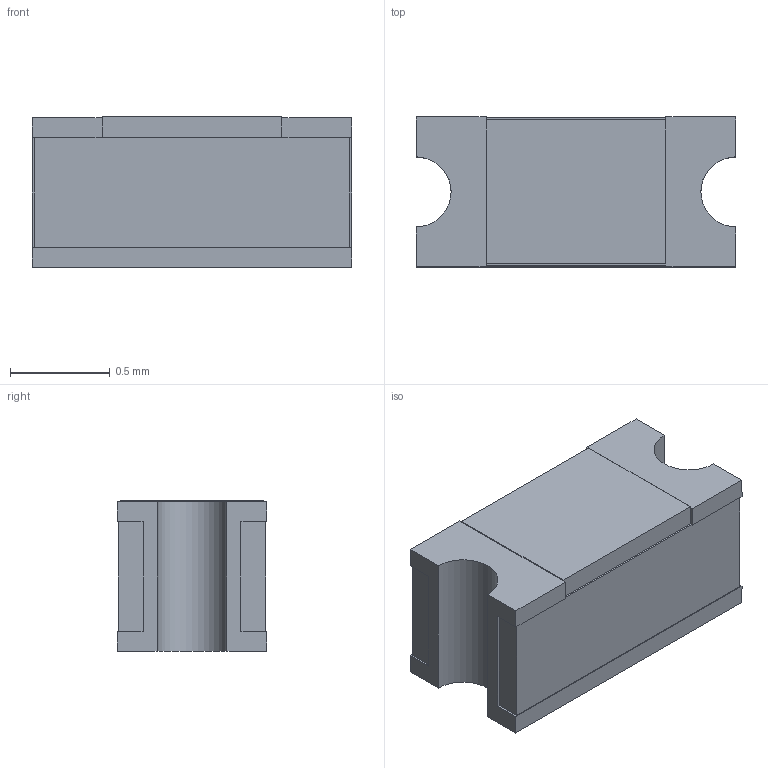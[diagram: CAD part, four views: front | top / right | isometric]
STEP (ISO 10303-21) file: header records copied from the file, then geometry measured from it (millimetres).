
FILE_DESCRIPTION (( 'STEP AP214' ), '1' );
FILE_NAME ('33F7C445-0329-4391-9358-FFF81412B61E.STEP', '2024-01-11T13:59:56', ( '' ), ( '' ), 'SwSTEP 2.0', 'SolidWorks 2022', '' );
FILE_SCHEMA (( 'AUTOMOTIVE_DESIGN' ));
Length unit declared in the file: millimetre
Products named in the file (1): 33F7C445-0329-4391-9358-FFF81412B61E
Bounding box: 1.6 x 0.75 x 0.76 mm (x, y, z)
Volume: 0.8 mm3; surface area: 6.1 mm2
Topology: 1 solids, 1 shells, 42 faces, 112 edges, 72 vertices
Faces by surface type: plane 40, cylinder 2
Entity records: 1640 total; most frequent: CARTESIAN_POINT 227, ORIENTED_EDGE 224, DIRECTION 202, EDGE_CURVE 112, LINE 108, VECTOR 108, VERTEX_POINT 72, AXIS2_PLACEMENT_3D 47
